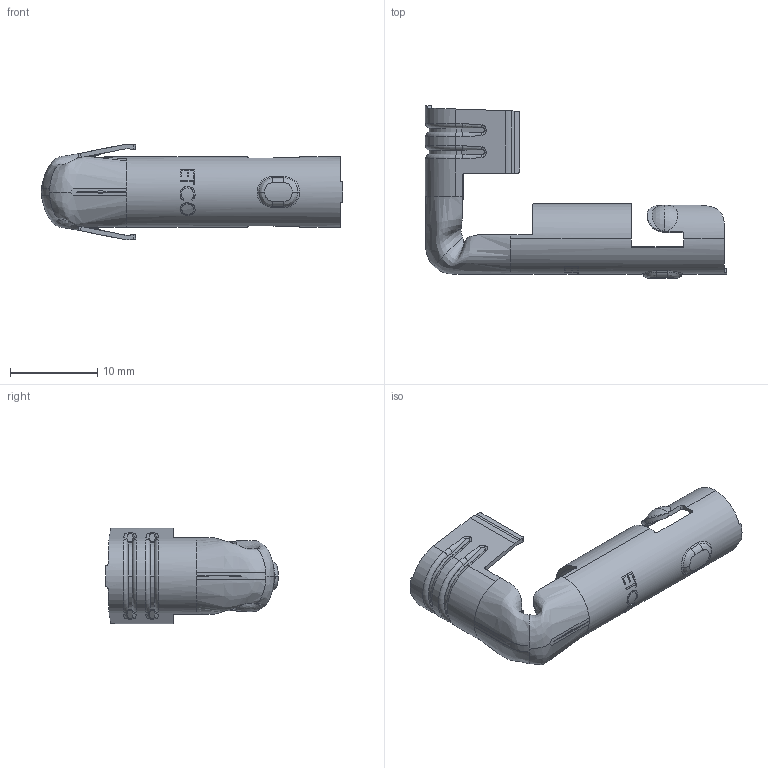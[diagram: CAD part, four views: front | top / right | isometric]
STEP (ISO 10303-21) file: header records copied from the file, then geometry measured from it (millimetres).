
FILE_DESCRIPTION (( 'STEP AP203' ), '1' );
FILE_NAME ('DT201-X-L.STEP', '2019-11-05T13:08:37', ( 'tempuser' ), ( 'Microsoft' ), 'SwSTEP 2.0', 'SolidWorks 2019', '' );
FILE_SCHEMA (( 'CONFIG_CONTROL_DESIGN' ));
Length unit declared in the file: inch
Products named in the file (1): DT201-X-L
Bounding box: 34.55 x 19.78 x 10.92 mm (x, y, z)
Volume: 454.9 mm3; surface area: 1945.8 mm2
Topology: 1 solids, 1 shells, 311 faces, 813 edges, 513 vertices
Faces by surface type: bspline 120, cylinder 89, plane 68, sphere 16, torus 14, cone 4
Entity records: 18344 total; most frequent: CARTESIAN_POINT 11576, ORIENTED_EDGE 1622, DIRECTION 1086, EDGE_CURVE 811, VERTEX_POINT 513, AXIS2_PLACEMENT_3D 414, EDGE_LOOP 322, ADVANCED_FACE 311
